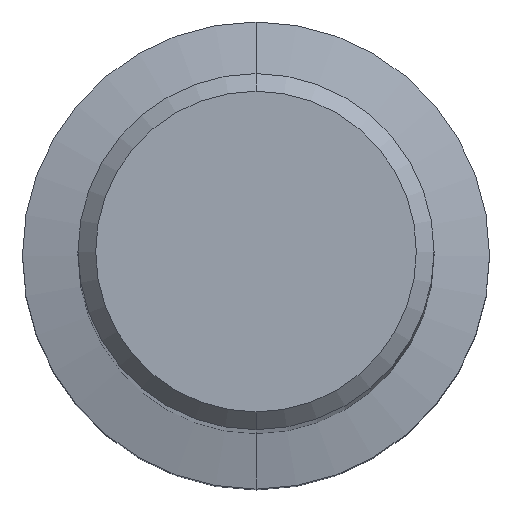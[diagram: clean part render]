
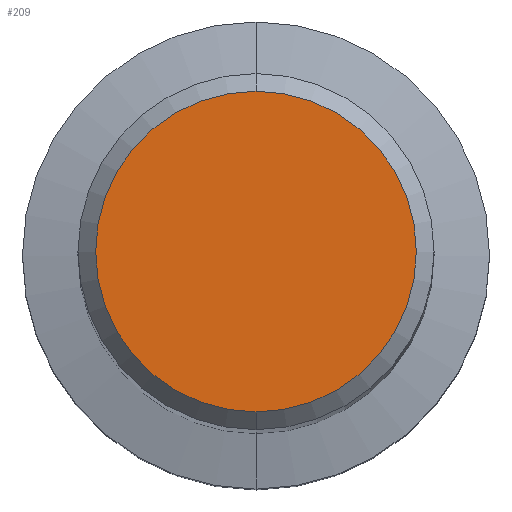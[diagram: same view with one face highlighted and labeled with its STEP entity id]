
A CAD part, top view. The second image highlights one B-rep face of the part: STEP entity #209.
In plain terms, the highlighted planar face has unit normal (0, 0, 1).
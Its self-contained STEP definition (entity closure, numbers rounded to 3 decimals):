
#173=EDGE_CURVE('',#197,#253,#377,.T.);
#197=VERTEX_POINT('',#404);
#209=ADVANCED_FACE('',(#417),#418,.T.);
#253=VERTEX_POINT('',#471);
#289=EDGE_CURVE('',#253,#197,#510,.T.);
#377=CIRCLE('',#610,5.45);
#404=CARTESIAN_POINT('',(0.,-5.45,0.0));
#417=FACE_OUTER_BOUND('',#660,.T.);
#418=PLANE('',#661);
#471=CARTESIAN_POINT('',(0.0,5.45,0.0));
#510=CIRCLE('',#779,5.45);
#610=AXIS2_PLACEMENT_3D('',#874,#875,#876);
#660=EDGE_LOOP('',(#924,#925));
#661=AXIS2_PLACEMENT_3D('',#926,#927,#928);
#779=AXIS2_PLACEMENT_3D('',#1037,#1038,#1039);
#874=CARTESIAN_POINT('',(0.0,0.0,0.0));
#875=DIRECTION('',(0.0,0.0,-1.0));
#876=DIRECTION('',(0.0,1.0,0.0));
#924=ORIENTED_EDGE('',*,*,#289,.F.);
#925=ORIENTED_EDGE('',*,*,#173,.F.);
#926=CARTESIAN_POINT('',(0.0,2.725,0.0));
#927=DIRECTION('',(-0.0,0.0,1.0));
#928=DIRECTION('',(0.0,-1.0,0.0));
#1037=CARTESIAN_POINT('',(0.0,0.0,0.0));
#1038=DIRECTION('',(0.0,0.0,-1.0));
#1039=DIRECTION('',(0.0,1.0,0.0));
